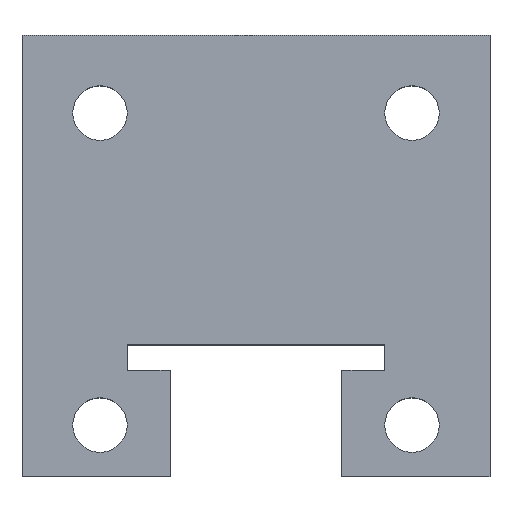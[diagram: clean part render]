
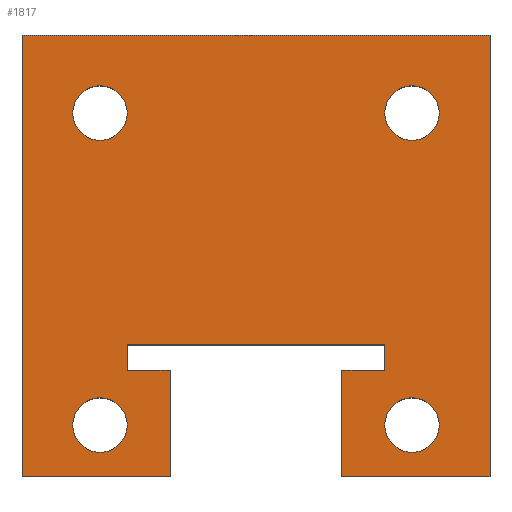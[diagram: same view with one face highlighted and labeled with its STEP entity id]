
A CAD part, top view. The second image highlights one B-rep face of the part: STEP entity #1817.
In plain terms, the highlighted planar face has unit normal (0, 0, 1).
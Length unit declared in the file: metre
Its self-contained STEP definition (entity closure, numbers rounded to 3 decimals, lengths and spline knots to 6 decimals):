
#102=CIRCLE('',#1864,0.00175);
#105=CIRCLE('',#1870,0.00175);
#107=CIRCLE('',#1874,0.00175);
#109=CIRCLE('',#1878,0.00175);
#633=ORIENTED_EDGE('',*,*,#778,.T.);
#634=ORIENTED_EDGE('',*,*,#773,.T.);
#635=ORIENTED_EDGE('',*,*,#769,.T.);
#636=ORIENTED_EDGE('',*,*,#766,.T.);
#637=ORIENTED_EDGE('',*,*,#902,.F.);
#638=ORIENTED_EDGE('',*,*,#678,.T.);
#639=ORIENTED_EDGE('',*,*,#760,.F.);
#640=ORIENTED_EDGE('',*,*,#781,.T.);
#641=ORIENTED_EDGE('',*,*,#901,.T.);
#642=ORIENTED_EDGE('',*,*,#782,.F.);
#643=ORIENTED_EDGE('',*,*,#650,.F.);
#644=ORIENTED_EDGE('',*,*,#674,.F.);
#645=ORIENTED_EDGE('',*,*,#654,.F.);
#646=ORIENTED_EDGE('',*,*,#762,.T.);
#647=ORIENTED_EDGE('',*,*,#764,.T.);
#648=ORIENTED_EDGE('',*,*,#671,.F.);
#650=EDGE_CURVE('',#905,#907,#1082,.T.);
#654=EDGE_CURVE('',#909,#911,#1086,.T.);
#671=EDGE_CURVE('',#927,#928,#1099,.T.);
#674=EDGE_CURVE('',#911,#905,#1102,.T.);
#678=EDGE_CURVE('',#929,#932,#1106,.T.);
#760=EDGE_CURVE('',#1007,#932,#1154,.T.);
#762=EDGE_CURVE('',#909,#1008,#1156,.T.);
#764=EDGE_CURVE('',#1008,#928,#1157,.T.);
#766=EDGE_CURVE('',#1010,#1010,#102,.F.);
#769=EDGE_CURVE('',#1013,#1013,#105,.F.);
#773=EDGE_CURVE('',#1015,#1015,#107,.F.);
#778=EDGE_CURVE('',#1019,#1019,#109,.F.);
#781=EDGE_CURVE('',#1007,#1021,#1164,.T.);
#782=EDGE_CURVE('',#907,#1022,#1165,.T.);
#901=EDGE_CURVE('',#1021,#1022,#1247,.T.);
#902=EDGE_CURVE('',#929,#927,#1248,.T.);
#905=VERTEX_POINT('',#2342);
#907=VERTEX_POINT('',#2345);
#909=VERTEX_POINT('',#2351);
#911=VERTEX_POINT('',#2354);
#927=VERTEX_POINT('',#2389);
#928=VERTEX_POINT('',#2391);
#929=VERTEX_POINT('',#2398);
#932=VERTEX_POINT('',#2403);
#1007=VERTEX_POINT('',#2607);
#1008=VERTEX_POINT('',#2611);
#1010=VERTEX_POINT('',#2620);
#1013=VERTEX_POINT('',#2629);
#1015=VERTEX_POINT('',#2637);
#1019=VERTEX_POINT('',#2648);
#1021=VERTEX_POINT('',#2655);
#1022=VERTEX_POINT('',#2659);
#1082=LINE('',#2344,#1252);
#1086=LINE('',#2353,#1256);
#1099=LINE('',#2390,#1269);
#1102=LINE('',#2395,#1272);
#1106=LINE('',#2404,#1276);
#1154=LINE('',#2608,#1324);
#1156=LINE('',#2612,#1326);
#1157=LINE('',#2615,#1327);
#1164=LINE('',#2656,#1334);
#1165=LINE('',#2658,#1335);
#1247=LINE('',#3108,#1417);
#1248=LINE('',#3110,#1418);
#1252=VECTOR('',#1948,1.);
#1256=VECTOR('',#1954,1.);
#1269=VECTOR('',#1981,1.);
#1272=VECTOR('',#1986,1.);
#1276=VECTOR('',#1992,1.);
#1324=VECTOR('',#2074,1.);
#1326=VECTOR('',#2078,1.);
#1327=VECTOR('',#2083,1.);
#1334=VECTOR('',#2132,1.);
#1335=VECTOR('',#2135,1.);
#1417=VECTOR('',#2323,1.);
#1418=VECTOR('',#2326,1.);
#1538=EDGE_LOOP('',(#633));
#1539=EDGE_LOOP('',(#634));
#1540=EDGE_LOOP('',(#635));
#1541=EDGE_LOOP('',(#636));
#1542=EDGE_LOOP('',(#637,#638,#639,#640,#641,#642,#643,#644,#645,#646,#647,
#648));
#1660=FACE_BOUND('',#1538,.T.);
#1661=FACE_BOUND('',#1539,.T.);
#1662=FACE_BOUND('',#1540,.T.);
#1663=FACE_BOUND('',#1541,.T.);
#1664=FACE_BOUND('',#1542,.T.);
#1721=PLANE('',#1942);
#1817=ADVANCED_FACE('',(#1660,#1661,#1662,#1663,#1664),#1721,.T.);
#1864=AXIS2_PLACEMENT_3D('',#2619,#2088,#2089);
#1870=AXIS2_PLACEMENT_3D('',#2628,#2100,#2101);
#1874=AXIS2_PLACEMENT_3D('',#2636,#2110,#2111);
#1878=AXIS2_PLACEMENT_3D('',#2647,#2121,#2122);
#1942=AXIS2_PLACEMENT_3D('',#3117,#2337,#2338);
#1948=DIRECTION('',(1.,0.,0.));
#1954=DIRECTION('',(-1.,0.,0.));
#1981=DIRECTION('',(0.,1.,0.));
#1986=DIRECTION('',(0.,1.,0.));
#1992=DIRECTION('',(0.,1.,0.));
#2074=DIRECTION('',(1.,0.,0.));
#2078=DIRECTION('',(0.,1.,0.));
#2083=DIRECTION('',(-1.,0.,0.));
#2088=DIRECTION('',(0.,0.,1.));
#2089=DIRECTION('',(1.,0.,0.));
#2100=DIRECTION('',(0.,0.,1.));
#2101=DIRECTION('',(1.,0.,0.));
#2110=DIRECTION('',(0.,0.,1.));
#2111=DIRECTION('',(1.,0.,0.));
#2121=DIRECTION('',(0.,0.,1.));
#2122=DIRECTION('',(1.,0.,0.));
#2132=DIRECTION('',(0.,1.,0.));
#2135=DIRECTION('',(0.,1.,0.));
#2323=DIRECTION('',(1.,0.,0.));
#2326=DIRECTION('',(-1.,0.,0.));
#2337=DIRECTION('',(0.,0.,1.));
#2338=DIRECTION('',(1.,0.,0.));
#2342=CARTESIAN_POINT('',(0.0055,-0.0065,0.021));
#2344=CARTESIAN_POINT('',(0.,-0.0065,0.021));
#2345=CARTESIAN_POINT('',(0.00825,-0.0065,0.021));
#2351=CARTESIAN_POINT('',(0.015,-0.0133,0.021));
#2353=CARTESIAN_POINT('',(-0.0085,-0.0133,0.021));
#2354=CARTESIAN_POINT('',(0.0055,-0.0133,0.021));
#2389=CARTESIAN_POINT('',(-0.015,-0.0133,0.021));
#2390=CARTESIAN_POINT('',(-0.015,0.,0.021));
#2391=CARTESIAN_POINT('',(-0.015,0.015,0.021));
#2395=CARTESIAN_POINT('',(0.0055,0.,0.021));
#2398=CARTESIAN_POINT('',(-0.0055,-0.0133,0.021));
#2403=CARTESIAN_POINT('',(-0.0055,-0.0065,0.021));
#2404=CARTESIAN_POINT('',(-0.0055,0.,0.021));
#2607=CARTESIAN_POINT('',(-0.00825,-0.0065,0.021));
#2608=CARTESIAN_POINT('',(0.,-0.0065,0.021));
#2611=CARTESIAN_POINT('',(0.015,0.015,0.021));
#2612=CARTESIAN_POINT('',(0.015,0.,0.021));
#2615=CARTESIAN_POINT('',(0.,0.015,0.021));
#2619=CARTESIAN_POINT('',(0.01,0.01,0.021));
#2620=CARTESIAN_POINT('',(0.01175,0.01,0.021));
#2628=CARTESIAN_POINT('',(0.01,-0.01,0.021));
#2629=CARTESIAN_POINT('',(0.01175,-0.01,0.021));
#2636=CARTESIAN_POINT('',(-0.01,-0.01,0.021));
#2637=CARTESIAN_POINT('',(-0.00825,-0.01,0.021));
#2647=CARTESIAN_POINT('',(-0.01,0.01,0.021));
#2648=CARTESIAN_POINT('',(-0.00825,0.01,0.021));
#2655=CARTESIAN_POINT('',(-0.00825,-0.00485,0.021));
#2656=CARTESIAN_POINT('',(-0.00825,0.,0.021));
#2658=CARTESIAN_POINT('',(0.00825,0.,0.021));
#2659=CARTESIAN_POINT('',(0.00825,-0.00485,0.021));
#3108=CARTESIAN_POINT('',(0.,-0.00485,0.021));
#3110=CARTESIAN_POINT('',(-0.0085,-0.0133,0.021));
#3117=CARTESIAN_POINT('',(0.,0.,0.021));
